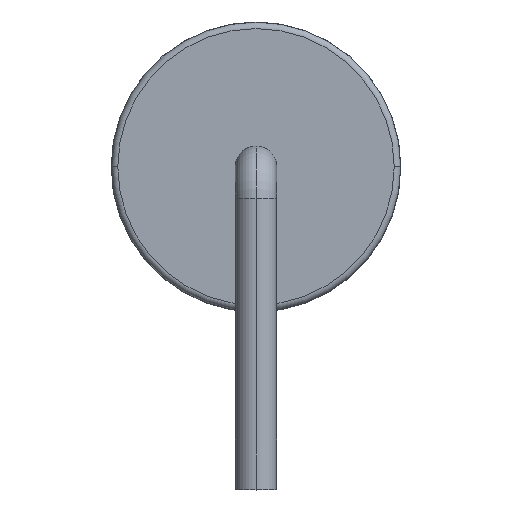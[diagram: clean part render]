
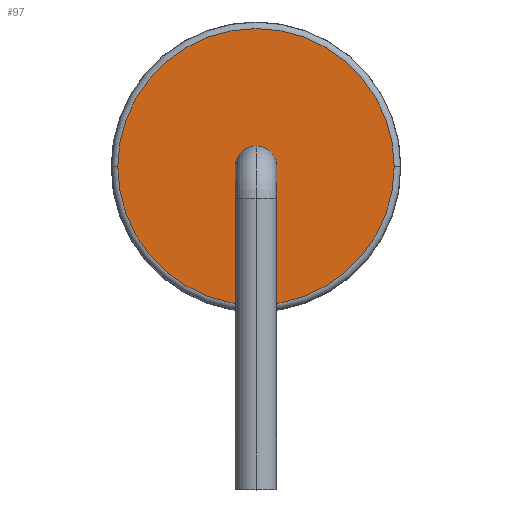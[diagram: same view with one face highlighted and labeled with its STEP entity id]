
A CAD part, top view. The second image highlights one B-rep face of the part: STEP entity #97.
In plain terms, the highlighted planar face has unit normal (0, 0, 1).
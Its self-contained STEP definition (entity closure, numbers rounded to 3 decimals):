
#97 = ADVANCED_FACE ( 'NONE', ( #530, #311 ), #914, .F. ) ;
#109 = CIRCLE ( 'NONE', #324, 4.35 ) ;
#137 = CARTESIAN_POINT ( 'NONE',  ( 0., 0., 4.55 ) ) ;
#153 = AXIS2_PLACEMENT_3D ( 'NONE', #137, #597, #499 ) ;
#160 = VERTEX_POINT ( 'NONE', #350 ) ;
#214 = EDGE_CURVE ( 'NONE', #268, #160, #529, .T. ) ;
#236 = CARTESIAN_POINT ( 'NONE',  ( -4.35, 0., 4.55 ) ) ;
#238 = CARTESIAN_POINT ( 'NONE',  ( 0., -0.65, 4.55 ) ) ;
#268 = VERTEX_POINT ( 'NONE', #238 ) ;
#311 = FACE_BOUND ( 'NONE', #437, .T. ) ;
#322 = CIRCLE ( 'NONE', #1098, 4.35 ) ;
#324 = AXIS2_PLACEMENT_3D ( 'NONE', #468, #1015, #659 ) ;
#350 = CARTESIAN_POINT ( 'NONE',  ( 0., 0.65, 4.55 ) ) ;
#367 = EDGE_CURVE ( 'NONE', #160, #268, #473, .T. ) ;
#409 = DIRECTION ( 'NONE',  ( 0., 0., 1. ) ) ;
#437 = EDGE_LOOP ( 'NONE', ( #780, #746 ) ) ;
#440 = DIRECTION ( 'NONE',  ( -1., 0., 0. ) ) ;
#452 = EDGE_CURVE ( 'NONE', #653, #745, #322, .T. ) ;
#461 = CARTESIAN_POINT ( 'NONE',  ( 0., 0., 4.55 ) ) ;
#468 = CARTESIAN_POINT ( 'NONE',  ( 0., 0., 4.55 ) ) ;
#473 = CIRCLE ( 'NONE', #1180, 0.65 ) ;
#488 = EDGE_LOOP ( 'NONE', ( #549, #912 ) ) ;
#499 = DIRECTION ( 'NONE',  ( 1., 0., 0. ) ) ;
#529 = CIRCLE ( 'NONE', #153, 0.65 ) ;
#530 = FACE_OUTER_BOUND ( 'NONE', #488, .T. ) ;
#535 = CARTESIAN_POINT ( 'NONE',  ( 0., 0., 4.55 ) ) ;
#549 = ORIENTED_EDGE ( 'NONE', *, *, #452, .T. ) ;
#555 = DIRECTION ( 'NONE',  ( 1., 0., 0. ) ) ;
#597 = DIRECTION ( 'NONE',  ( 0., 0., 1. ) ) ;
#606 = CARTESIAN_POINT ( 'NONE',  ( 4.35, 0., 4.55 ) ) ;
#653 = VERTEX_POINT ( 'NONE', #606 ) ;
#659 = DIRECTION ( 'NONE',  ( 1., 0., 0. ) ) ;
#745 = VERTEX_POINT ( 'NONE', #236 ) ;
#746 = ORIENTED_EDGE ( 'NONE', *, *, #214, .F. ) ;
#756 = EDGE_CURVE ( 'NONE', #745, #653, #109, .T. ) ;
#780 = ORIENTED_EDGE ( 'NONE', *, *, #367, .F. ) ;
#912 = ORIENTED_EDGE ( 'NONE', *, *, #756, .T. ) ;
#914 = PLANE ( 'NONE',  #915 ) ;
#915 = AXIS2_PLACEMENT_3D ( 'NONE', #535, #1083, #440 ) ;
#970 = DIRECTION ( 'NONE',  ( 1., 0., 0. ) ) ;
#1015 = DIRECTION ( 'NONE',  ( 0., 0., 1. ) ) ;
#1051 = CARTESIAN_POINT ( 'NONE',  ( 0., 0., 4.55 ) ) ;
#1083 = DIRECTION ( 'NONE',  ( 0., 0., -1. ) ) ;
#1098 = AXIS2_PLACEMENT_3D ( 'NONE', #1051, #409, #970 ) ;
#1102 = DIRECTION ( 'NONE',  ( 0., 0., 1. ) ) ;
#1180 = AXIS2_PLACEMENT_3D ( 'NONE', #461, #1102, #555 ) ;
